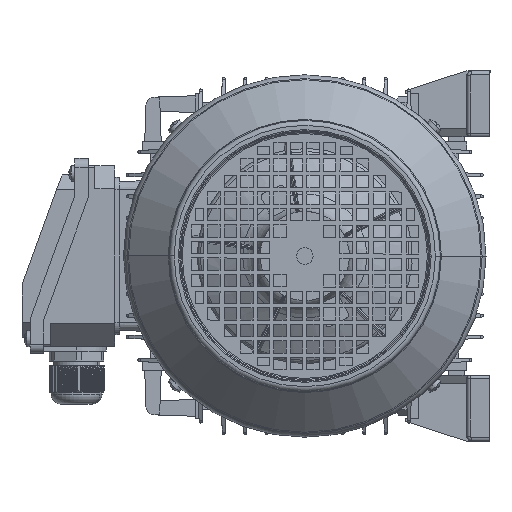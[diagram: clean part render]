
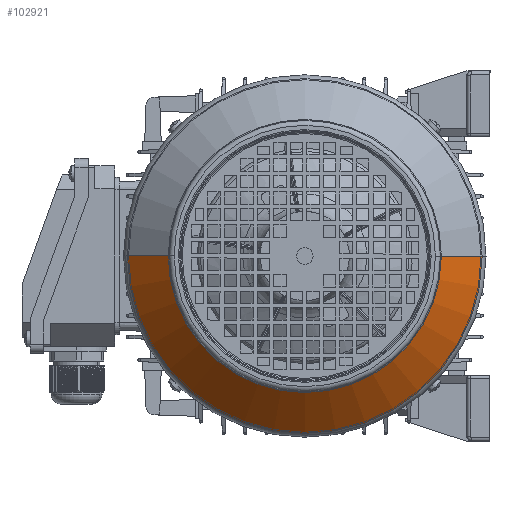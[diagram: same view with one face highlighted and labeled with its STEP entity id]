
A CAD part, left-side view. The second image highlights one B-rep face of the part: STEP entity #102921.
In plain terms, the highlighted conical face has half-angle 45 degrees and reference radius 82.586 mm.
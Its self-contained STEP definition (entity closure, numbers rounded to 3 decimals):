
#95691 = CARTESIAN_POINT ( 'NONE',  ( 99.414, 0., -82.586 ) ) ;
#95692 = CARTESIAN_POINT ( 'NONE',  ( 99.414, 0., 82.586 ) ) ;
#95693 = DIRECTION ( 'NONE',  ( 0., 0., 1. ) ) ;
#95694 = DIRECTION ( 'NONE',  ( -1., 0., 0. ) ) ;
#95695 = CARTESIAN_POINT ( 'NONE',  ( 99.414, 0., 0. ) ) ;
#95696 = AXIS2_PLACEMENT_3D ( 'NONE', #95695, #95694, #95693 ) ;
#95697 = CIRCLE ( 'NONE', #95696, 82.586 ) ;
#95891 = DIRECTION ( 'NONE',  ( 0., 0., 1. ) ) ;
#95892 = DIRECTION ( 'NONE',  ( -1., 0., 0. ) ) ;
#95893 = AXIS2_PLACEMENT_3D ( 'NONE', #95895, #95892, #95891 ) ;
#95894 = CONICAL_SURFACE ( 'NONE', #95893, 82.586, 0.785 ) ;
#95895 = CARTESIAN_POINT ( 'NONE',  ( 99.414, 0., 0. ) ) ;
#95896 = FACE_OUTER_BOUND ( 'NONE', #97924, .T. ) ;
#97886 = EDGE_CURVE ( 'NONE', #102780, #97960, #119444, .T. ) ;
#97889 = EDGE_CURVE ( 'NONE', #102783, #97961, #119498, .T. ) ;
#97892 = ORIENTED_EDGE ( 'NONE', *, *, #97958, .F. ) ;
#97894 = ORIENTED_EDGE ( 'NONE', *, *, #97886, .F. ) ;
#97924 = EDGE_LOOP ( 'NONE', ( #102776, #102787, #97892, #97894 ) ) ;
#97958 = EDGE_CURVE ( 'NONE', #97960, #97961, #119760, .T. ) ;
#97960 = VERTEX_POINT ( 'NONE', #119754 ) ;
#97961 = VERTEX_POINT ( 'NONE', #119753 ) ;
#102776 = ORIENTED_EDGE ( 'NONE', *, *, #102779, .T. ) ;
#102779 = EDGE_CURVE ( 'NONE', #102780, #102783, #95697, .T. ) ;
#102780 = VERTEX_POINT ( 'NONE', #95692 ) ;
#102783 = VERTEX_POINT ( 'NONE', #95691 ) ;
#102787 = ORIENTED_EDGE ( 'NONE', *, *, #97889, .T. ) ;
#102921 = ADVANCED_FACE ( 'NONE', ( #95896 ), #95894, .T. ) ;
#119438 = DIRECTION ( 'NONE',  ( -0.707, 0., 0.707 ) ) ;
#119440 = VECTOR ( 'NONE', #119438, 1000. ) ;
#119443 = CARTESIAN_POINT ( 'NONE',  ( 99.414, 0., 82.586 ) ) ;
#119444 = LINE ( 'NONE', #119443, #119440 ) ;
#119495 = DIRECTION ( 'NONE',  ( -0.707, 0., -0.707 ) ) ;
#119496 = VECTOR ( 'NONE', #119495, 1000. ) ;
#119497 = CARTESIAN_POINT ( 'NONE',  ( 99.414, 0., -82.586 ) ) ;
#119498 = LINE ( 'NONE', #119497, #119496 ) ;
#119753 = CARTESIAN_POINT ( 'NONE',  ( 74.743, 0., -107.257 ) ) ;
#119754 = CARTESIAN_POINT ( 'NONE',  ( 74.743, 0., 107.257 ) ) ;
#119755 = DIRECTION ( 'NONE',  ( 0., 0., 1. ) ) ;
#119756 = DIRECTION ( 'NONE',  ( -1., 0., 0. ) ) ;
#119758 = AXIS2_PLACEMENT_3D ( 'NONE', #119778, #119756, #119755 ) ;
#119760 = CIRCLE ( 'NONE', #119758, 107.257 ) ;
#119778 = CARTESIAN_POINT ( 'NONE',  ( 74.743, 0., 0. ) ) ;
